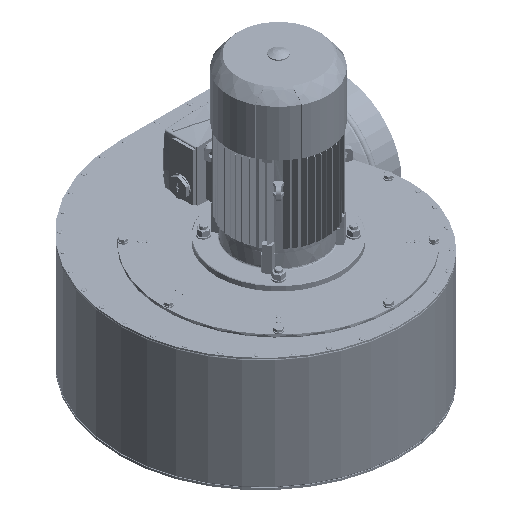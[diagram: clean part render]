
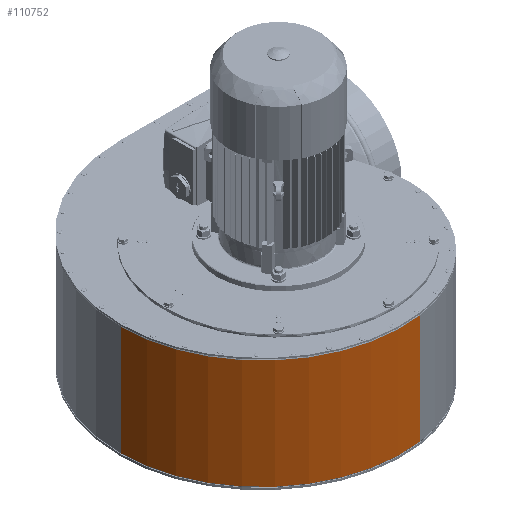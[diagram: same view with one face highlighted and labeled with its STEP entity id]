
A CAD part, isometric view. The second image highlights one B-rep face of the part: STEP entity #110752.
In plain terms, the highlighted cylindrical face has radius 284.5 mm (diameter 569 mm), a partial arc.
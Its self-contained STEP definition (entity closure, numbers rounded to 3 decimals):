
#14381=FACE_OUTER_BOUND('',#21058,.T.);
#21058=EDGE_LOOP('',(#95542,#95543,#95544,#95545));
#29687=LINE('',#201825,#38259);
#29689=LINE('',#201848,#38261);
#38259=VECTOR('',#143957,10.);
#38261=VECTOR('',#143991,10.);
#42117=CIRCLE('',#119231,284.5);
#42119=CIRCLE('',#119234,284.5);
#51851=VERTEX_POINT('',#201819);
#51852=VERTEX_POINT('',#201823);
#51856=VERTEX_POINT('',#201842);
#51857=VERTEX_POINT('',#201846);
#66647=EDGE_CURVE('',#51851,#51852,#29687,.T.);
#66655=EDGE_CURVE('',#51856,#51851,#42117,.T.);
#66657=EDGE_CURVE('',#51857,#51852,#42119,.T.);
#66658=EDGE_CURVE('',#51856,#51857,#29689,.T.);
#95542=ORIENTED_EDGE('',*,*,#66647,.T.);
#95543=ORIENTED_EDGE('',*,*,#66657,.F.);
#95544=ORIENTED_EDGE('',*,*,#66658,.F.);
#95545=ORIENTED_EDGE('',*,*,#66655,.T.);
#99087=CYLINDRICAL_SURFACE('',#119233,284.5);
#110752=ADVANCED_FACE('',(#14381),#99087,.T.);
#119231=AXIS2_PLACEMENT_3D('',#201843,#143983,#143984);
#119233=AXIS2_PLACEMENT_3D('',#201845,#143987,#143988);
#119234=AXIS2_PLACEMENT_3D('',#201847,#143989,#143990);
#143957=DIRECTION('',(0.,0.,1.));
#143983=DIRECTION('center_axis',(0.,0.,
1.));
#143984=DIRECTION('ref_axis',(-1.,0.,0.));
#143987=DIRECTION('center_axis',(0.,0.,
1.));
#143988=DIRECTION('ref_axis',(-1.,0.,0.));
#143989=DIRECTION('center_axis',(0.,0.,
1.));
#143990=DIRECTION('ref_axis',(-1.,0.,0.));
#143991=DIRECTION('',(0.,0.,1.));
#201819=CARTESIAN_POINT('',(24.525,-262.541,-223.125));
#201823=CARTESIAN_POINT('',(24.525,-262.541,-1.875));
#201825=CARTESIAN_POINT('',(24.525,-262.541,-1.875));
#201842=CARTESIAN_POINT('',(-299.5,19.2,-223.125));
#201843=CARTESIAN_POINT('Origin',(-15.,19.2,-223.125));
#201845=CARTESIAN_POINT('Origin',(-15.,19.2,-112.5));
#201846=CARTESIAN_POINT('',(-299.5,19.2,-1.875));
#201847=CARTESIAN_POINT('Origin',(-15.,19.2,-1.875));
#201848=CARTESIAN_POINT('',(-299.5,19.2,-1.875));
